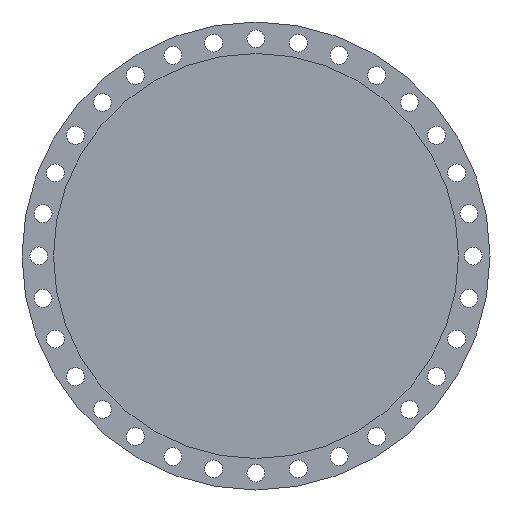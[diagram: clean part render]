
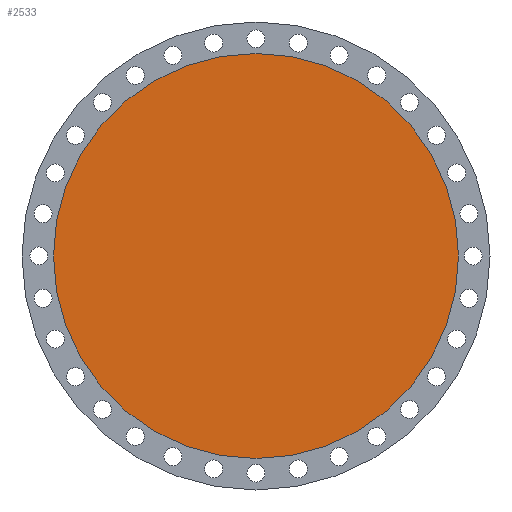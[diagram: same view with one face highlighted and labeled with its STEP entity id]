
A CAD part, left-side view. The second image highlights one B-rep face of the part: STEP entity #2533.
In plain terms, the highlighted planar face has unit normal (-1, 0, 0).
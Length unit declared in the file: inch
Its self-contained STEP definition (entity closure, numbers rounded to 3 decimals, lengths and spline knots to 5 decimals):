
#222 = VERTEX_POINT ( 'NONE', #1177 ) ;
#301 = DIRECTION ( 'NONE',  ( -1., 0., 0. ) ) ;
#432 = AXIS2_PLACEMENT_3D ( 'NONE', #909, #705, #1518 ) ;
#479 = VERTEX_POINT ( 'NONE', #1705 ) ;
#561 = EDGE_CURVE ( 'NONE', #222, #479, #1490, .T. ) ;
#705 = DIRECTION ( 'NONE',  ( -1., 0., 0. ) ) ;
#725 = DIRECTION ( 'NONE',  ( 0., 0., 1. ) ) ;
#804 = ORIENTED_EDGE ( 'NONE', *, *, #561, .T. ) ;
#861 = CIRCLE ( 'NONE', #1881, 22.5 ) ;
#909 = CARTESIAN_POINT ( 'NONE',  ( 0., 0., 0. ) ) ;
#1018 = PLANE ( 'NONE',  #1416 ) ;
#1026 = EDGE_CURVE ( 'NONE', #479, #222, #861, .T. ) ;
#1177 = CARTESIAN_POINT ( 'NONE',  ( 0., 0., -22.5 ) ) ;
#1416 = AXIS2_PLACEMENT_3D ( 'NONE', #1443, #1663, #1652 ) ;
#1443 = CARTESIAN_POINT ( 'NONE',  ( 0., 0., 0. ) ) ;
#1490 = CIRCLE ( 'NONE', #432, 22.5 ) ;
#1501 = CARTESIAN_POINT ( 'NONE',  ( 0., 0., 0. ) ) ;
#1518 = DIRECTION ( 'NONE',  ( 0., 0., 1. ) ) ;
#1652 = DIRECTION ( 'NONE',  ( 0., 0., 1. ) ) ;
#1663 = DIRECTION ( 'NONE',  ( -1., 0., 0. ) ) ;
#1705 = CARTESIAN_POINT ( 'NONE',  ( 0., 0., 22.5 ) ) ;
#1835 = EDGE_LOOP ( 'NONE', ( #2525, #804 ) ) ;
#1881 = AXIS2_PLACEMENT_3D ( 'NONE', #1501, #301, #725 ) ;
#2242 = FACE_OUTER_BOUND ( 'NONE', #1835, .T. ) ;
#2525 = ORIENTED_EDGE ( 'NONE', *, *, #1026, .T. ) ;
#2533 = ADVANCED_FACE ( 'NONE', ( #2242 ), #1018, .T. ) ;
